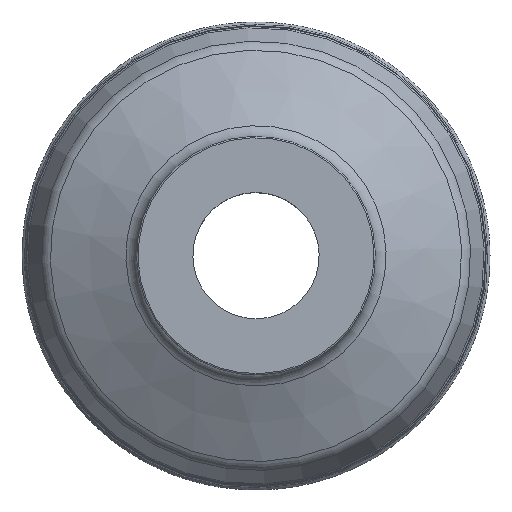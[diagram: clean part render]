
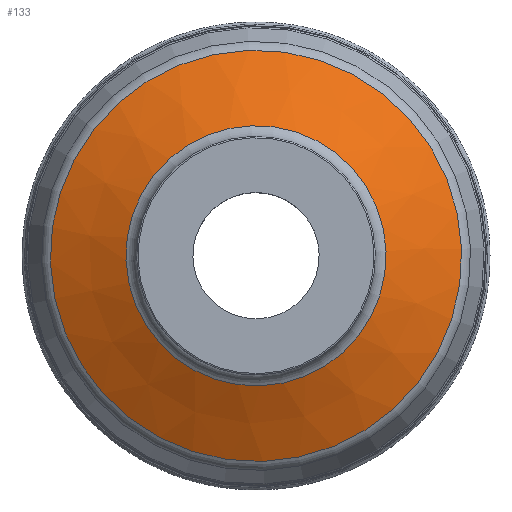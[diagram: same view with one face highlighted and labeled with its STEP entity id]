
A CAD part, top view. The second image highlights one B-rep face of the part: STEP entity #133.
In plain terms, the highlighted conical face has half-angle 62.8 degrees and reference radius 63.897 mm.
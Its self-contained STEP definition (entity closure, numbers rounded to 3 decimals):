
#104=CONICAL_SURFACE('',#600,63.897,62.8);
#133=ADVANCED_FACE('CN_SU3',(#192,#193),#104,.T.);
#192=FACE_BOUND('',#253,.T.);
#193=FACE_BOUND('',#254,.T.);
#253=EDGE_LOOP('',(#313));
#254=EDGE_LOOP('',(#314));
#313=ORIENTED_EDGE('',*,*,#391,.T.);
#314=ORIENTED_EDGE('',*,*,#392,.T.);
#360=VERTEX_POINT('',#858);
#361=VERTEX_POINT('',#860);
#391=EDGE_CURVE('',#360,#360,#421,.T.);
#392=EDGE_CURVE('',#361,#361,#422,.T.);
#421=CIRCLE('',#598,62.07);
#422=CIRCLE('',#599,39.257);
#598=AXIS2_PLACEMENT_3D('',#857,#721,#722);
#599=AXIS2_PLACEMENT_3D('',#859,#723,#724);
#600=AXIS2_PLACEMENT_3D('',#861,#725,#726);
#721=DIRECTION('',(0.,0.,1.));
#722=DIRECTION('',(0.978,0.208,0.));
#723=DIRECTION('',(0.,0.,-1.));
#724=DIRECTION('',(-0.978,-0.208,0.));
#725=DIRECTION('',(0.,0.,-1.));
#726=DIRECTION('',(-0.978,-0.208,0.));
#857=CARTESIAN_POINT('',(0.,0.,-32.061));
#858=CARTESIAN_POINT('',(60.713,12.905,-32.061));
#859=CARTESIAN_POINT('',(0.,0.,-20.336));
#860=CARTESIAN_POINT('',(-38.4,-8.162,-20.336));
#861=CARTESIAN_POINT('',(0.,0.,-33.));
